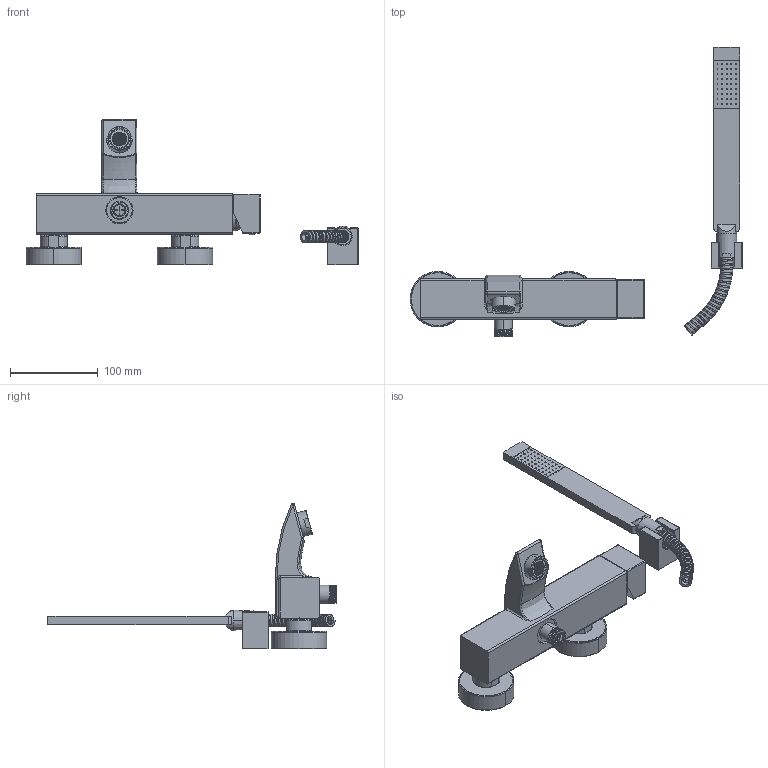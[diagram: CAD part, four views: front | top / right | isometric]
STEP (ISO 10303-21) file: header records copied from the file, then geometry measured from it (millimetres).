
FILE_DESCRIPTION((''),'2;1');
FILE_NAME('LEC026CR','2021-11-02T16:36:07',('ut3'),('PAFFONI SpA'),'CREO PARAMETRIC BY PTC INC, 2020044','CREO PARAMETRIC BY PTC INC, 2020044','');
FILE_SCHEMA(('CONFIG_CONTROL_DESIGN','SHAPE_APPEARANCE_LAYERS_GROUPS'));
Products named in the file (1): LEC026CR
Bounding box: 379.25 x 331.14 x 166.24 mm (x, y, z)
Volume: 439831.6 mm3; surface area: 250819.8 mm2
Topology: 4 solids, 4 shells, 3299 faces, 9234 edges, 6001 vertices
Faces by surface type: plane 2508, cylinder 450, cone 131, torus 118, bspline 62, sphere 30
Entity records: 165112 total; most frequent: CARTESIAN_POINT 54286, ORIENTED_EDGE 18434, DIRECTION 17461, EDGE_CURVE 9217, VECTOR 6283, LINE 6283, VERTEX_POINT 6000, AXIS2_PLACEMENT_3D 5589
